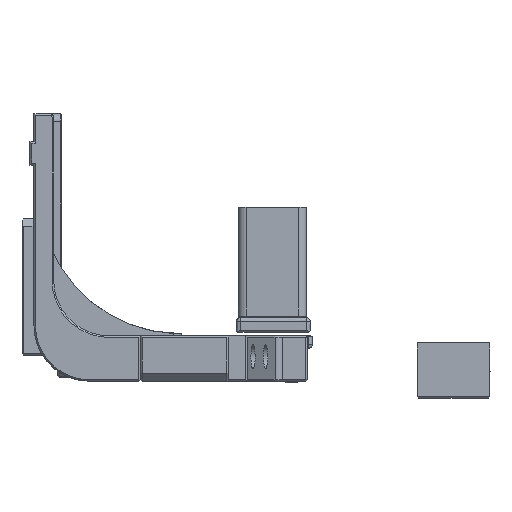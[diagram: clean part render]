
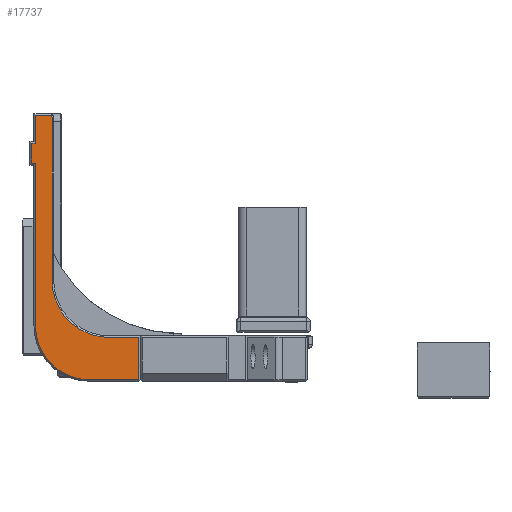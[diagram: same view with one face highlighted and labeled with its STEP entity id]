
A CAD part, left-side view. The second image highlights one B-rep face of the part: STEP entity #17737.
In plain terms, the highlighted planar face has unit normal (-1, 0, 0).
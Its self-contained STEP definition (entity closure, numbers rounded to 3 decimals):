
#1107=PLANE('',#19160);
#1900=FACE_OUTER_BOUND('',#2971,.T.);
#2971=EDGE_LOOP('',(#14711,#14712,#14713,#14714,#14715,#14716,#14717,#14718,
#14719,#14720,#14721,#14722,#14723));
#4441=LINE('',#27945,#6210);
#4443=LINE('',#27949,#6212);
#4444=LINE('',#27958,#6213);
#4450=LINE('',#27970,#6219);
#4456=LINE('',#27983,#6225);
#4491=LINE('',#28064,#6260);
#4502=LINE('',#28091,#6271);
#4510=LINE('',#28118,#6279);
#4513=LINE('',#28127,#6282);
#4592=LINE('',#28290,#6361);
#6210=VECTOR('',#22341,10.);
#6212=VECTOR('',#22345,10.);
#6213=VECTOR('',#22356,10.);
#6219=VECTOR('',#22366,10.);
#6225=VECTOR('',#22374,10.);
#6260=VECTOR('',#22443,10.);
#6271=VECTOR('',#22472,10.);
#6279=VECTOR('',#22500,10.);
#6282=VECTOR('',#22511,10.);
#6361=VECTOR('',#22676,10.);
#7266=CIRCLE('',#19067,13.6);
#7277=CIRCLE('',#19112,14.4);
#7278=CIRCLE('',#19115,0.6);
#8376=VERTEX_POINT('',#27937);
#8377=VERTEX_POINT('',#27939);
#8378=VERTEX_POINT('',#27943);
#8379=VERTEX_POINT('',#27947);
#8382=VERTEX_POINT('',#27957);
#8386=VERTEX_POINT('',#27969);
#8391=VERTEX_POINT('',#27980);
#8392=VERTEX_POINT('',#27982);
#8421=VERTEX_POINT('',#28063);
#8434=VERTEX_POINT('',#28109);
#8435=VERTEX_POINT('',#28111);
#8436=VERTEX_POINT('',#28115);
#8438=VERTEX_POINT('',#28121);
#10481=EDGE_CURVE('',#8377,#8376,#7266,.T.);
#10483=EDGE_CURVE('',#8378,#8377,#4441,.T.);
#10485=EDGE_CURVE('',#8379,#8378,#4443,.T.);
#10488=EDGE_CURVE('',#8376,#8382,#4444,.T.);
#10494=EDGE_CURVE('',#8382,#8386,#4450,.T.);
#10500=EDGE_CURVE('',#8391,#8392,#4456,.T.);
#10540=EDGE_CURVE('',#8386,#8421,#4491,.T.);
#10555=EDGE_CURVE('',#8421,#8391,#4502,.T.);
#10567=EDGE_CURVE('',#8435,#8434,#7277,.T.);
#10569=EDGE_CURVE('',#8436,#8435,#4510,.T.);
#10572=EDGE_CURVE('',#8438,#8436,#7278,.T.);
#10574=EDGE_CURVE('',#8392,#8438,#4513,.T.);
#10654=EDGE_CURVE('',#8434,#8379,#4592,.T.);
#14711=ORIENTED_EDGE('',*,*,#10483,.F.);
#14712=ORIENTED_EDGE('',*,*,#10485,.F.);
#14713=ORIENTED_EDGE('',*,*,#10654,.F.);
#14714=ORIENTED_EDGE('',*,*,#10567,.F.);
#14715=ORIENTED_EDGE('',*,*,#10569,.F.);
#14716=ORIENTED_EDGE('',*,*,#10572,.F.);
#14717=ORIENTED_EDGE('',*,*,#10574,.F.);
#14718=ORIENTED_EDGE('',*,*,#10500,.F.);
#14719=ORIENTED_EDGE('',*,*,#10555,.F.);
#14720=ORIENTED_EDGE('',*,*,#10540,.F.);
#14721=ORIENTED_EDGE('',*,*,#10494,.F.);
#14722=ORIENTED_EDGE('',*,*,#10488,.F.);
#14723=ORIENTED_EDGE('',*,*,#10481,.F.);
#17737=ADVANCED_FACE('',(#1900),#1107,.T.);
#19067=AXIS2_PLACEMENT_3D('',#27941,#22336,#22337);
#19112=AXIS2_PLACEMENT_3D('',#28113,#22495,#22496);
#19115=AXIS2_PLACEMENT_3D('',#28124,#22505,#22506);
#19160=AXIS2_PLACEMENT_3D('',#28289,#22674,#22675);
#22336=DIRECTION('center_axis',(1.,0.,0.));
#22337=DIRECTION('ref_axis',(0.,0.707,-0.707));
#22341=DIRECTION('',(0.,1.,0.));
#22345=DIRECTION('',(0.,0.,-1.));
#22356=DIRECTION('',(0.,0.,1.));
#22366=DIRECTION('',(0.,1.,0.));
#22374=DIRECTION('',(0.,0.,1.));
#22443=DIRECTION('',(0.,0.,1.));
#22472=DIRECTION('',(0.,-1.,0.));
#22495=DIRECTION('center_axis',(-1.,0.,0.));
#22496=DIRECTION('ref_axis',(0.,0.707,-0.707));
#22500=DIRECTION('',(0.,0.,-1.));
#22505=DIRECTION('center_axis',(1.,0.,0.));
#22506=DIRECTION('ref_axis',(0.,-0.707,0.707));
#22511=DIRECTION('',(0.,-1.,0.));
#22674=DIRECTION('center_axis',(-1.,0.,0.));
#22675=DIRECTION('ref_axis',(0.,0.,
1.));
#22676=DIRECTION('',(0.,-1.,0.));
#27937=CARTESIAN_POINT('',(110.5,349.606,5.));
#27939=CARTESIAN_POINT('',(110.5,336.006,-8.6));
#27941=CARTESIAN_POINT('Origin',(110.5,336.006,5.));
#27943=CARTESIAN_POINT('',(110.5,323.407,-8.6));
#27945=CARTESIAN_POINT('',(110.5,313.703,-8.6));
#27947=CARTESIAN_POINT('',(110.5,323.407,2.1));
#27949=CARTESIAN_POINT('',(110.5,323.407,25.222));
#27957=CARTESIAN_POINT('',(110.5,349.606,46.223));
#27958=CARTESIAN_POINT('',(110.5,349.606,38.522));
#27969=CARTESIAN_POINT('',(110.5,350.606,46.223));
#27970=CARTESIAN_POINT('',(110.5,337.331,46.223));
#27980=CARTESIAN_POINT('',(110.5,349.606,51.223));
#27982=CARTESIAN_POINT('',(110.5,349.606,58.323));
#27983=CARTESIAN_POINT('',(110.5,349.606,39.522));
#28063=CARTESIAN_POINT('',(110.5,350.606,51.223));
#28064=CARTESIAN_POINT('',(110.5,350.606,31.146));
#28091=CARTESIAN_POINT('',(110.5,337.331,51.223));
#28109=CARTESIAN_POINT('',(110.5,331.006,2.1));
#28111=CARTESIAN_POINT('',(110.5,345.406,16.5));
#28113=CARTESIAN_POINT('Origin',(110.5,331.006,16.5));
#28115=CARTESIAN_POINT('',(110.5,345.406,57.723));
#28118=CARTESIAN_POINT('',(110.5,345.406,31.653));
#28121=CARTESIAN_POINT('',(110.5,346.006,58.323));
#28124=CARTESIAN_POINT('Origin',(110.5,346.006,57.723));
#28127=CARTESIAN_POINT('',(110.5,334.031,58.323));
#28289=CARTESIAN_POINT('Origin',(110.5,322.656,25.583));
#28290=CARTESIAN_POINT('',(110.5,309.471,2.1));
